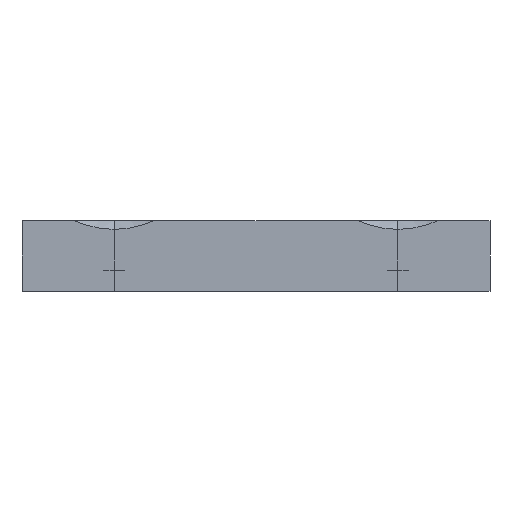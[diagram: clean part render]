
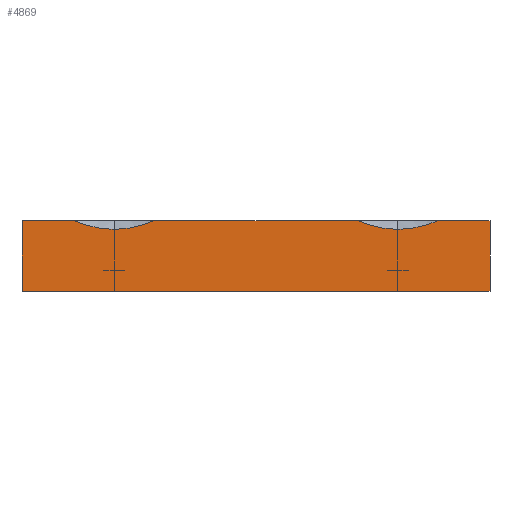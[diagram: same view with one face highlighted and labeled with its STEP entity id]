
A CAD part, left-side view. The second image highlights one B-rep face of the part: STEP entity #4869.
In plain terms, the highlighted planar face has unit normal (-1, 0, 0).
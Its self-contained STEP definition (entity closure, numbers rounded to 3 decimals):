
#72 = ORIENTED_EDGE ( 'NONE', *, *, #5289, .T. ) ;
#137 = VERTEX_POINT ( 'NONE', #1873 ) ;
#224 = VERTEX_POINT ( 'NONE', #6430 ) ;
#249 = VECTOR ( 'NONE', #4589, 1000. ) ;
#274 = CARTESIAN_POINT ( 'NONE',  ( -148.5, -4., 1.75 ) ) ;
#501 = ORIENTED_EDGE ( 'NONE', *, *, #6950, .F. ) ;
#585 = B_SPLINE_CURVE_WITH_KNOTS ( 'NONE', 3,
 ( #2015, #4654, #803, #1983, #5760, #274 ),
 .UNSPECIFIED., .F., .F.,
 ( 4, 2, 4 ),
 ( 0.005, 0.006, 0.007 ),
 .UNSPECIFIED. ) ;
#653 = CARTESIAN_POINT ( 'NONE',  ( -148.5, 2.854, 2. ) ) ;
#685 = VERTEX_POINT ( 'NONE', #3645 ) ;
#803 = CARTESIAN_POINT ( 'NONE',  ( -148.5, -4.782, 1.863 ) ) ;
#870 = EDGE_CURVE ( 'NONE', #4661, #997, #2988, .T. ) ;
#997 = VERTEX_POINT ( 'NONE', #4059 ) ;
#1030 = CARTESIAN_POINT ( 'NONE',  ( -148.5, -4., 1.75 ) ) ;
#1097 = CARTESIAN_POINT ( 'NONE',  ( -148.5, -2.854, 2. ) ) ;
#1140 = FACE_OUTER_BOUND ( 'NONE', #5183, .T. ) ;
#1323 = CARTESIAN_POINT ( 'NONE',  ( -148.5, -6.6, 0. ) ) ;
#1417 = CARTESIAN_POINT ( 'NONE',  ( -148.5, 6.6, 2. ) ) ;
#1454 = VERTEX_POINT ( 'NONE', #2442 ) ;
#1463 = LINE ( 'NONE', #6278, #5170 ) ;
#1549 = EDGE_CURVE ( 'NONE', #1454, #137, #1764, .T. ) ;
#1552 = ORIENTED_EDGE ( 'NONE', *, *, #2427, .T. ) ;
#1588 = CARTESIAN_POINT ( 'NONE',  ( -148.5, 4.965, 1.925 ) ) ;
#1591 = EDGE_CURVE ( 'NONE', #997, #3030, #4230, .T. ) ;
#1619 = VECTOR ( 'NONE', #5832, 1000. ) ;
#1759 = CARTESIAN_POINT ( 'NONE',  ( -148.5, 4., 1.75 ) ) ;
#1760 = CARTESIAN_POINT ( 'NONE',  ( -148.5, 6.6, 2. ) ) ;
#1764 = LINE ( 'NONE', #3455, #249 ) ;
#1873 = CARTESIAN_POINT ( 'NONE',  ( -148.5, -6.6, 2. ) ) ;
#1916 = DIRECTION ( 'NONE',  ( 0., 0., -1. ) ) ;
#1935 = CARTESIAN_POINT ( 'NONE',  ( -148.5, -6.6, 2. ) ) ;
#1952 = EDGE_CURVE ( 'NONE', #3332, #224, #3803, .T. ) ;
#1973 = VERTEX_POINT ( 'NONE', #4582 ) ;
#1983 = CARTESIAN_POINT ( 'NONE',  ( -148.5, -4.395, 1.774 ) ) ;
#2015 = CARTESIAN_POINT ( 'NONE',  ( -148.5, -5.146, 2. ) ) ;
#2078 = ORIENTED_EDGE ( 'NONE', *, *, #1952, .T. ) ;
#2158 = VECTOR ( 'NONE', #5720, 1000. ) ;
#2299 = ORIENTED_EDGE ( 'NONE', *, *, #1549, .F. ) ;
#2325 = CARTESIAN_POINT ( 'NONE',  ( -148.5, 3.034, 1.925 ) ) ;
#2427 = EDGE_CURVE ( 'NONE', #224, #1973, #5994, .T. ) ;
#2442 = CARTESIAN_POINT ( 'NONE',  ( -148.5, -5.146, 2. ) ) ;
#2577 = LINE ( 'NONE', #1935, #4237 ) ;
#2680 = EDGE_CURVE ( 'NONE', #4661, #1973, #2940, .T. ) ;
#2940 = LINE ( 'NONE', #1760, #2158 ) ;
#2988 = LINE ( 'NONE', #1417, #3962 ) ;
#3030 = VERTEX_POINT ( 'NONE', #1323 ) ;
#3165 = CARTESIAN_POINT ( 'NONE',  ( -148.5, 6.6, 2. ) ) ;
#3325 = CARTESIAN_POINT ( 'NONE',  ( -148.5, 6.6, 2. ) ) ;
#3332 = VERTEX_POINT ( 'NONE', #4522 ) ;
#3340 = ORIENTED_EDGE ( 'NONE', *, *, #2680, .F. ) ;
#3455 = CARTESIAN_POINT ( 'NONE',  ( -148.5, 6.6, 2. ) ) ;
#3568 = ORIENTED_EDGE ( 'NONE', *, *, #1591, .T. ) ;
#3572 = DIRECTION ( 'NONE',  ( 0., -1., 0. ) ) ;
#3589 = CARTESIAN_POINT ( 'NONE',  ( -148.5, 6.6, 0. ) ) ;
#3645 = CARTESIAN_POINT ( 'NONE',  ( -148.5, -2.854, 2. ) ) ;
#3803 = B_SPLINE_CURVE_WITH_KNOTS ( 'NONE', 3,
 ( #653, #2325, #4045, #4469, #3975, #1759 ),
 .UNSPECIFIED., .F., .F.,
 ( 4, 2, 4 ),
 ( 0.007, 0.007, 0.008 ),
 .UNSPECIFIED. ) ;
#3962 = VECTOR ( 'NONE', #1916, 1000. ) ;
#3975 = CARTESIAN_POINT ( 'NONE',  ( -148.5, 3.802, 1.75 ) ) ;
#4045 = CARTESIAN_POINT ( 'NONE',  ( -148.5, 3.221, 1.862 ) ) ;
#4059 = CARTESIAN_POINT ( 'NONE',  ( -148.5, 6.6, 0. ) ) ;
#4187 = DIRECTION ( 'NONE',  ( 0., 0., -1. ) ) ;
#4230 = LINE ( 'NONE', #3589, #1619 ) ;
#4237 = VECTOR ( 'NONE', #4187, 1000. ) ;
#4290 = PLANE ( 'NONE',  #5094 ) ;
#4416 = CARTESIAN_POINT ( 'NONE',  ( -148.5, -3.224, 1.861 ) ) ;
#4469 = CARTESIAN_POINT ( 'NONE',  ( -148.5, 3.607, 1.774 ) ) ;
#4522 = CARTESIAN_POINT ( 'NONE',  ( -148.5, 2.854, 2. ) ) ;
#4582 = CARTESIAN_POINT ( 'NONE',  ( -148.5, 5.146, 2. ) ) ;
#4589 = DIRECTION ( 'NONE',  ( 0., -1., 0. ) ) ;
#4654 = CARTESIAN_POINT ( 'NONE',  ( -148.5, -4.967, 1.925 ) ) ;
#4661 = VERTEX_POINT ( 'NONE', #3165 ) ;
#4673 = ORIENTED_EDGE ( 'NONE', *, *, #5960, .T. ) ;
#4837 = CARTESIAN_POINT ( 'NONE',  ( -148.5, 4.776, 1.861 ) ) ;
#4869 = ADVANCED_FACE ( 'NONE', ( #1140 ), #4290, .F. ) ;
#5045 = VERTEX_POINT ( 'NONE', #5812 ) ;
#5094 = AXIS2_PLACEMENT_3D ( 'NONE', #3325, #5487, #6457 ) ;
#5170 = VECTOR ( 'NONE', #3572, 1000. ) ;
#5181 = EDGE_CURVE ( 'NONE', #3332, #685, #1463, .T. ) ;
#5183 = EDGE_LOOP ( 'NONE', ( #6186, #2078, #1552, #3340, #6490, #3568, #501, #2299, #4673, #72 ) ) ;
#5289 = EDGE_CURVE ( 'NONE', #5045, #685, #6631, .T. ) ;
#5366 = CARTESIAN_POINT ( 'NONE',  ( -148.5, 4.198, 1.75 ) ) ;
#5406 = CARTESIAN_POINT ( 'NONE',  ( -148.5, -3.803, 1.75 ) ) ;
#5442 = CARTESIAN_POINT ( 'NONE',  ( -148.5, -3.605, 1.774 ) ) ;
#5487 = DIRECTION ( 'NONE',  ( 1., 0., 0. ) ) ;
#5720 = DIRECTION ( 'NONE',  ( 0., -1., 0. ) ) ;
#5760 = CARTESIAN_POINT ( 'NONE',  ( -148.5, -4.198, 1.75 ) ) ;
#5812 = CARTESIAN_POINT ( 'NONE',  ( -148.5, -4., 1.75 ) ) ;
#5832 = DIRECTION ( 'NONE',  ( 0., -1., 0. ) ) ;
#5880 = CARTESIAN_POINT ( 'NONE',  ( -148.5, 4.394, 1.774 ) ) ;
#5960 = EDGE_CURVE ( 'NONE', #1454, #5045, #585, .T. ) ;
#5994 = B_SPLINE_CURVE_WITH_KNOTS ( 'NONE', 3,
 ( #6865, #5366, #5880, #4837, #1588, #6411 ),
 .UNSPECIFIED., .F., .F.,
 ( 4, 2, 4 ),
 ( 0.008, 0.009, 0.009 ),
 .UNSPECIFIED. ) ;
#6186 = ORIENTED_EDGE ( 'NONE', *, *, #5181, .F. ) ;
#6278 = CARTESIAN_POINT ( 'NONE',  ( -148.5, 6.6, 2. ) ) ;
#6411 = CARTESIAN_POINT ( 'NONE',  ( -148.5, 5.146, 2. ) ) ;
#6430 = CARTESIAN_POINT ( 'NONE',  ( -148.5, 4., 1.75 ) ) ;
#6450 = CARTESIAN_POINT ( 'NONE',  ( -148.5, -3.036, 1.924 ) ) ;
#6457 = DIRECTION ( 'NONE',  ( 0., 0., -1. ) ) ;
#6490 = ORIENTED_EDGE ( 'NONE', *, *, #870, .T. ) ;
#6631 = B_SPLINE_CURVE_WITH_KNOTS ( 'NONE', 3,
 ( #1030, #5406, #5442, #4416, #6450, #1097 ),
 .UNSPECIFIED., .F., .F.,
 ( 4, 2, 4 ),
 ( 0.007, 0.007, 0.008 ),
 .UNSPECIFIED. ) ;
#6865 = CARTESIAN_POINT ( 'NONE',  ( -148.5, 4., 1.75 ) ) ;
#6950 = EDGE_CURVE ( 'NONE', #137, #3030, #2577, .T. ) ;
